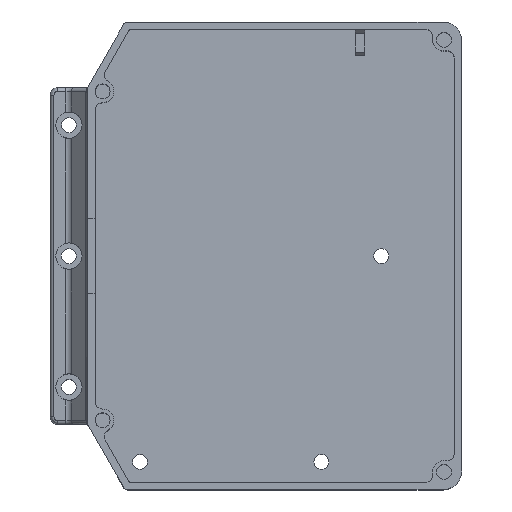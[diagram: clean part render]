
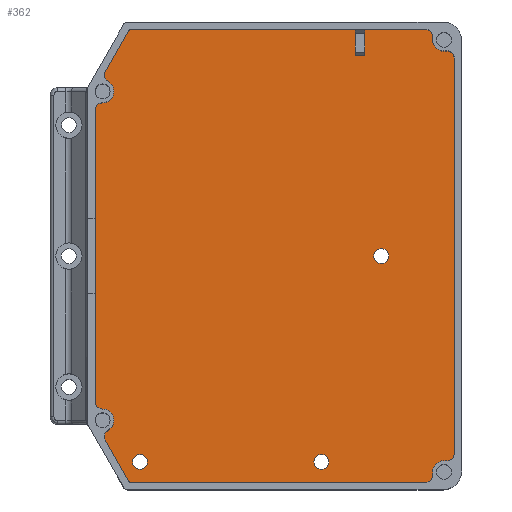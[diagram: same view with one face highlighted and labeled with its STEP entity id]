
A CAD part, top view. The second image highlights one B-rep face of the part: STEP entity #362.
In plain terms, the highlighted planar face has unit normal (0, 0, 1).
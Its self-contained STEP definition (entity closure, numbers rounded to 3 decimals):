
#362=ADVANCED_FACE('',(#900,#901,#902,#903,#904),#470,.F.);
#470=PLANE('',#2611);
#525=LINE('',#3317,#687);
#535=LINE('',#3542,#697);
#545=LINE('',#3564,#707);
#547=LINE('',#3568,#709);
#551=LINE('',#3579,#713);
#555=LINE('',#3588,#717);
#617=LINE('',#4014,#779);
#618=LINE('',#4017,#780);
#619=LINE('',#4019,#781);
#620=LINE('',#4021,#782);
#687=VECTOR('',#2697,1.);
#697=VECTOR('',#2713,1.);
#707=VECTOR('',#2725,1.);
#709=VECTOR('',#2729,1.);
#713=VECTOR('',#2737,1.);
#717=VECTOR('',#2743,1.);
#779=VECTOR('',#3039,1.);
#780=VECTOR('',#3040,1.);
#781=VECTOR('',#3041,1.);
#782=VECTOR('',#3042,1.);
#900=FACE_BOUND('',#1010,.T.);
#901=FACE_BOUND('',#1011,.T.);
#902=FACE_BOUND('',#1012,.T.);
#903=FACE_BOUND('',#1013,.T.);
#904=FACE_BOUND('',#1014,.T.);
#1010=EDGE_LOOP('',(#1448,#1449,#1450,#1451));
#1011=EDGE_LOOP('',(#1452));
#1012=EDGE_LOOP('',(#1453));
#1013=EDGE_LOOP('',(#1454));
#1014=EDGE_LOOP('',(#1455,#1456,#1457,#1458,#1459,#1460,#1461,#1462,#1463,
#1464,#1465,#1466,#1467,#1468,#1469,#1470,#1471,#1472,#1473,#1474));
#1448=ORIENTED_EDGE('',*,*,#2248,.F.);
#1449=ORIENTED_EDGE('',*,*,#2249,.T.);
#1450=ORIENTED_EDGE('',*,*,#2250,.T.);
#1451=ORIENTED_EDGE('',*,*,#2251,.F.);
#1452=ORIENTED_EDGE('',*,*,#2252,.F.);
#1453=ORIENTED_EDGE('',*,*,#2253,.F.);
#1454=ORIENTED_EDGE('',*,*,#2254,.F.);
#1455=ORIENTED_EDGE('',*,*,#2092,.T.);
#1456=ORIENTED_EDGE('',*,*,#2255,.T.);
#1457=ORIENTED_EDGE('',*,*,#2103,.T.);
#1458=ORIENTED_EDGE('',*,*,#2256,.T.);
#1459=ORIENTED_EDGE('',*,*,#2257,.F.);
#1460=ORIENTED_EDGE('',*,*,#2258,.T.);
#1461=ORIENTED_EDGE('',*,*,#2099,.T.);
#1462=ORIENTED_EDGE('',*,*,#2259,.T.);
#1463=ORIENTED_EDGE('',*,*,#2260,.F.);
#1464=ORIENTED_EDGE('',*,*,#2261,.T.);
#1465=ORIENTED_EDGE('',*,*,#2037,.T.);
#1466=ORIENTED_EDGE('',*,*,#2262,.T.);
#1467=ORIENTED_EDGE('',*,*,#2094,.T.);
#1468=ORIENTED_EDGE('',*,*,#2263,.T.);
#1469=ORIENTED_EDGE('',*,*,#2264,.F.);
#1470=ORIENTED_EDGE('',*,*,#2265,.T.);
#1471=ORIENTED_EDGE('',*,*,#2082,.T.);
#1472=ORIENTED_EDGE('',*,*,#2266,.T.);
#1473=ORIENTED_EDGE('',*,*,#2267,.F.);
#1474=ORIENTED_EDGE('',*,*,#2268,.T.);
#1802=VERTEX_POINT('',#3316);
#1803=VERTEX_POINT('',#3318);
#1847=VERTEX_POINT('',#3543);
#1848=VERTEX_POINT('',#3544);
#1857=VERTEX_POINT('',#3563);
#1858=VERTEX_POINT('',#3565);
#1859=VERTEX_POINT('',#3569);
#1860=VERTEX_POINT('',#3570);
#1864=VERTEX_POINT('',#3580);
#1865=VERTEX_POINT('',#3581);
#1868=VERTEX_POINT('',#3589);
#1869=VERTEX_POINT('',#3590);
#1965=VERTEX_POINT('',#4015);
#1966=VERTEX_POINT('',#4016);
#1967=VERTEX_POINT('',#4018);
#1968=VERTEX_POINT('',#4020);
#1969=VERTEX_POINT('',#4023);
#1970=VERTEX_POINT('',#4025);
#1971=VERTEX_POINT('',#4027);
#1972=VERTEX_POINT('',#4030);
#1973=VERTEX_POINT('',#4032);
#1974=VERTEX_POINT('',#4035);
#1975=VERTEX_POINT('',#4037);
#1976=VERTEX_POINT('',#4041);
#1977=VERTEX_POINT('',#4043);
#1978=VERTEX_POINT('',#4046);
#1979=VERTEX_POINT('',#4048);
#2037=EDGE_CURVE('',#1803,#1802,#525,.T.);
#2082=EDGE_CURVE('',#1847,#1848,#535,.T.);
#2092=EDGE_CURVE('',#1858,#1857,#545,.T.);
#2094=EDGE_CURVE('',#1859,#1860,#547,.T.);
#2099=EDGE_CURVE('',#1864,#1865,#551,.T.);
#2103=EDGE_CURVE('',#1868,#1869,#555,.T.);
#2248=EDGE_CURVE('',#1965,#1966,#617,.T.);
#2249=EDGE_CURVE('',#1965,#1967,#618,.T.);
#2250=EDGE_CURVE('',#1967,#1968,#619,.T.);
#2251=EDGE_CURVE('',#1966,#1968,#620,.T.);
#2252=EDGE_CURVE('',#1969,#1969,#2446,.T.);
#2253=EDGE_CURVE('',#1970,#1970,#2447,.T.);
#2254=EDGE_CURVE('',#1971,#1971,#2448,.T.);
#2255=EDGE_CURVE('',#1857,#1868,#2449,.T.);
#2256=EDGE_CURVE('',#1869,#1972,#2450,.T.);
#2257=EDGE_CURVE('',#1973,#1972,#2451,.T.);
#2258=EDGE_CURVE('',#1973,#1864,#2452,.T.);
#2259=EDGE_CURVE('',#1865,#1974,#2453,.T.);
#2260=EDGE_CURVE('',#1975,#1974,#2454,.T.);
#2261=EDGE_CURVE('',#1975,#1803,#2455,.T.);
#2262=EDGE_CURVE('',#1802,#1859,#2456,.T.);
#2263=EDGE_CURVE('',#1860,#1976,#2457,.T.);
#2264=EDGE_CURVE('',#1977,#1976,#2458,.T.);
#2265=EDGE_CURVE('',#1977,#1847,#2459,.T.);
#2266=EDGE_CURVE('',#1848,#1978,#2460,.T.);
#2267=EDGE_CURVE('',#1979,#1978,#2461,.T.);
#2268=EDGE_CURVE('',#1979,#1858,#2462,.T.);
#2446=CIRCLE('',#2594,2.);
#2447=CIRCLE('',#2595,2.);
#2448=CIRCLE('',#2596,2.);
#2449=CIRCLE('',#2597,0.5);
#2450=CIRCLE('',#2598,2.);
#2451=CIRCLE('',#2599,3.);
#2452=CIRCLE('',#2600,2.);
#2453=CIRCLE('',#2601,2.);
#2454=CIRCLE('',#2602,3.);
#2455=CIRCLE('',#2603,2.);
#2456=CIRCLE('',#2604,0.5);
#2457=CIRCLE('',#2605,2.);
#2458=CIRCLE('',#2606,3.);
#2459=CIRCLE('',#2607,2.);
#2460=CIRCLE('',#2608,2.);
#2461=CIRCLE('',#2609,3.);
#2462=CIRCLE('',#2610,2.);
#2594=AXIS2_PLACEMENT_3D('',#4022,#3043,#3044);
#2595=AXIS2_PLACEMENT_3D('',#4024,#3045,#3046);
#2596=AXIS2_PLACEMENT_3D('',#4026,#3047,#3048);
#2597=AXIS2_PLACEMENT_3D('',#4028,#3049,#3050);
#2598=AXIS2_PLACEMENT_3D('',#4029,#3051,#3052);
#2599=AXIS2_PLACEMENT_3D('',#4031,#3053,#3054);
#2600=AXIS2_PLACEMENT_3D('',#4033,#3055,#3056);
#2601=AXIS2_PLACEMENT_3D('',#4034,#3057,#3058);
#2602=AXIS2_PLACEMENT_3D('',#4036,#3059,#3060);
#2603=AXIS2_PLACEMENT_3D('',#4038,#3061,#3062);
#2604=AXIS2_PLACEMENT_3D('',#4039,#3063,#3064);
#2605=AXIS2_PLACEMENT_3D('',#4040,#3065,#3066);
#2606=AXIS2_PLACEMENT_3D('',#4042,#3067,#3068);
#2607=AXIS2_PLACEMENT_3D('',#4044,#3069,#3070);
#2608=AXIS2_PLACEMENT_3D('',#4045,#3071,#3072);
#2609=AXIS2_PLACEMENT_3D('',#4047,#3073,#3074);
#2610=AXIS2_PLACEMENT_3D('',#4049,#3075,#3076);
#2611=AXIS2_PLACEMENT_3D('',#4050,#3077,#3078);
#2697=DIRECTION('',(-1.,0.,0.));
#2713=DIRECTION('',(0.,-1.,0.));
#2725=DIRECTION('',(0.496,-0.868,0.));
#2729=DIRECTION('',(-0.496,-0.868,0.));
#2737=DIRECTION('',(0.,1.,0.));
#2743=DIRECTION('',(1.,0.,0.));
#3039=DIRECTION('',(1.,0.,0.));
#3040=DIRECTION('',(0.,1.,0.));
#3041=DIRECTION('',(1.,0.,0.));
#3042=DIRECTION('',(0.,1.,0.));
#3043=DIRECTION('',(0.,0.,1.));
#3044=DIRECTION('',(1.,0.,0.));
#3045=DIRECTION('',(0.,0.,1.));
#3046=DIRECTION('',(1.,0.,0.));
#3047=DIRECTION('',(0.,0.,1.));
#3048=DIRECTION('',(1.,0.,0.));
#3049=DIRECTION('',(0.,0.,1.));
#3050=DIRECTION('',(-1.,0.,0.));
#3051=DIRECTION('',(0.,0.,1.));
#3052=DIRECTION('',(-1.,0.,0.));
#3053=DIRECTION('',(0.,0.,1.));
#3054=DIRECTION('',(1.,0.,0.));
#3055=DIRECTION('',(0.,0.,1.));
#3056=DIRECTION('',(-1.,0.,0.));
#3057=DIRECTION('',(0.,0.,1.));
#3058=DIRECTION('',(-1.,0.,0.));
#3059=DIRECTION('',(0.,0.,1.));
#3060=DIRECTION('',(1.,0.,0.));
#3061=DIRECTION('',(0.,0.,1.));
#3062=DIRECTION('',(-1.,0.,0.));
#3063=DIRECTION('',(0.,0.,1.));
#3064=DIRECTION('',(-1.,0.,0.));
#3065=DIRECTION('',(0.,0.,1.));
#3066=DIRECTION('',(-1.,0.,0.));
#3067=DIRECTION('',(0.,0.,1.));
#3068=DIRECTION('',(1.,0.,0.));
#3069=DIRECTION('',(0.,0.,1.));
#3070=DIRECTION('',(-1.,0.,0.));
#3071=DIRECTION('',(0.,0.,1.));
#3072=DIRECTION('',(-1.,0.,0.));
#3073=DIRECTION('',(0.,0.,1.));
#3074=DIRECTION('',(1.,0.,0.));
#3075=DIRECTION('',(0.,0.,1.));
#3076=DIRECTION('',(-1.,0.,0.));
#3077=DIRECTION('',(0.,0.,-1.));
#3078=DIRECTION('',(-1.,0.,0.));
#3316=CARTESIAN_POINT('',(1.451,60.5,5.));
#3317=CARTESIAN_POINT('',(1.161,60.5,5.));
#3318=CARTESIAN_POINT('',(80.307,60.5,5.));
#3542=CARTESIAN_POINT('',(-8.,-44.469,5.));
#3543=CARTESIAN_POINT('',(-8.,38.938,5.));
#3544=CARTESIAN_POINT('',(-8.,-38.938,5.));
#3563=CARTESIAN_POINT('',(1.017,-60.248,5.));
#3564=CARTESIAN_POINT('',(1.161,-60.5,5.));
#3565=CARTESIAN_POINT('',(-5.256,-49.271,5.));
#3568=CARTESIAN_POINT('',(-8.,44.469,5.));
#3569=CARTESIAN_POINT('',(1.017,60.248,5.));
#3570=CARTESIAN_POINT('',(-5.256,49.271,5.));
#3579=CARTESIAN_POINT('',(88.,57.5,5.));
#3580=CARTESIAN_POINT('',(88.,-52.807,5.));
#3581=CARTESIAN_POINT('',(88.,52.807,5.));
#3588=CARTESIAN_POINT('',(85.,-60.5,5.));
#3589=CARTESIAN_POINT('',(1.451,-60.5,5.));
#3590=CARTESIAN_POINT('',(80.307,-60.5,5.));
#4014=CARTESIAN_POINT('',(61.5,53.5,5.));
#4015=CARTESIAN_POINT('',(61.5,53.5,5.));
#4016=CARTESIAN_POINT('',(64.,53.5,5.));
#4017=CARTESIAN_POINT('',(61.5,53.5,5.));
#4018=CARTESIAN_POINT('',(61.5,55.5,5.));
#4019=CARTESIAN_POINT('',(61.5,55.5,5.));
#4020=CARTESIAN_POINT('',(64.,55.5,5.));
#4021=CARTESIAN_POINT('',(64.,53.5,5.));
#4022=CARTESIAN_POINT('',(68.5,0.,5.));
#4023=CARTESIAN_POINT('',(70.5,0.,5.));
#4024=CARTESIAN_POINT('',(52.5,-55.,5.));
#4025=CARTESIAN_POINT('',(54.5,-55.,5.));
#4026=CARTESIAN_POINT('',(4.,-55.,5.));
#4027=CARTESIAN_POINT('',(6.,-55.,5.));
#4028=CARTESIAN_POINT('',(1.451,-60.,5.));
#4029=CARTESIAN_POINT('',(80.307,-58.5,5.));
#4030=CARTESIAN_POINT('',(82.284,-58.2,5.));
#4031=CARTESIAN_POINT('',(85.25,-57.75,5.));
#4032=CARTESIAN_POINT('',(85.7,-54.784,5.));
#4033=CARTESIAN_POINT('',(86.,-52.807,5.));
#4034=CARTESIAN_POINT('',(86.,52.807,5.));
#4035=CARTESIAN_POINT('',(85.7,54.784,5.));
#4036=CARTESIAN_POINT('',(85.25,57.75,5.));
#4037=CARTESIAN_POINT('',(82.284,58.2,5.));
#4038=CARTESIAN_POINT('',(80.307,58.5,5.));
#4039=CARTESIAN_POINT('',(1.451,60.,5.));
#4040=CARTESIAN_POINT('',(-3.519,48.279,5.));
#4041=CARTESIAN_POINT('',(-4.512,46.542,5.));
#4042=CARTESIAN_POINT('',(-6.,43.938,5.));
#4043=CARTESIAN_POINT('',(-6.,40.938,5.));
#4044=CARTESIAN_POINT('',(-6.,38.938,5.));
#4045=CARTESIAN_POINT('',(-6.,-38.938,5.));
#4046=CARTESIAN_POINT('',(-6.,-40.938,5.));
#4047=CARTESIAN_POINT('',(-6.,-43.938,5.));
#4048=CARTESIAN_POINT('',(-4.512,-46.542,5.));
#4049=CARTESIAN_POINT('',(-3.519,-48.279,5.));
#4050=CARTESIAN_POINT('',(85.,57.5,5.));
